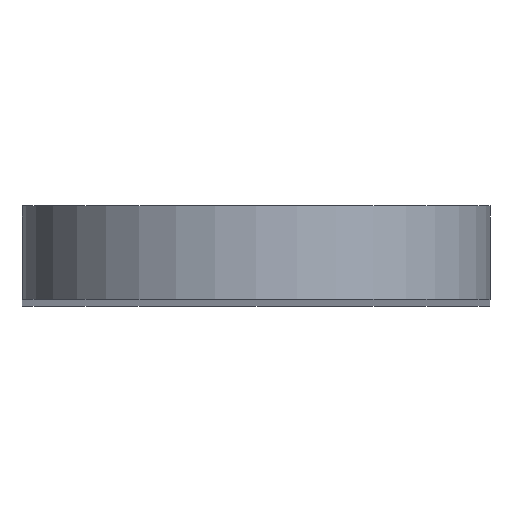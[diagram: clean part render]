
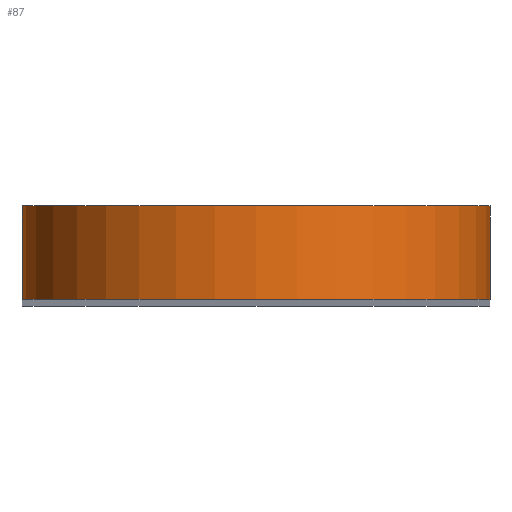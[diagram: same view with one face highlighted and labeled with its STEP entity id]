
A CAD part, top view. The second image highlights one B-rep face of the part: STEP entity #87.
In plain terms, the highlighted cylindrical face has radius 25 mm (diameter 50 mm), a partial arc.
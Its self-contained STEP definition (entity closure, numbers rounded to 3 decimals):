
#4 = VERTEX_POINT ( 'NONE', #106 ) ;
#5 = EDGE_CURVE ( 'NONE', #123, #322, #181, .T. ) ;
#28 = DIRECTION ( 'NONE',  ( 0., 1., 0. ) ) ;
#69 = DIRECTION ( 'NONE',  ( 0., 0., 1. ) ) ;
#70 = AXIS2_PLACEMENT_3D ( 'NONE', #259, #293, #69 ) ;
#74 = LINE ( 'NONE', #232, #151 ) ;
#77 = CIRCLE ( 'NONE', #206, 25. ) ;
#78 = AXIS2_PLACEMENT_3D ( 'NONE', #124, #129, #411 ) ;
#87 = ADVANCED_FACE ( 'NONE', ( #327 ), #329, .T. ) ;
#106 = CARTESIAN_POINT ( 'NONE',  ( 25., 0., 400. ) ) ;
#123 = VERTEX_POINT ( 'NONE', #291 ) ;
#124 = CARTESIAN_POINT ( 'NONE',  ( 0., 10., 400. ) ) ;
#129 = DIRECTION ( 'NONE',  ( 0., -1., 0. ) ) ;
#132 = ORIENTED_EDGE ( 'NONE', *, *, #184, .F. ) ;
#142 = CARTESIAN_POINT ( 'NONE',  ( -25., 0., 400. ) ) ;
#144 = DIRECTION ( 'NONE',  ( 0., -1., 0. ) ) ;
#146 = VECTOR ( 'NONE', #144, 1000. ) ;
#151 = VECTOR ( 'NONE', #309, 1000. ) ;
#158 = ORIENTED_EDGE ( 'NONE', *, *, #5, .F. ) ;
#181 = CIRCLE ( 'NONE', #70, 25. ) ;
#184 = EDGE_CURVE ( 'NONE', #322, #4, #268, .T. ) ;
#195 = ORIENTED_EDGE ( 'NONE', *, *, #312, .T. ) ;
#206 = AXIS2_PLACEMENT_3D ( 'NONE', #342, #28, #493 ) ;
#231 = CARTESIAN_POINT ( 'NONE',  ( 25., 10., 400. ) ) ;
#232 = CARTESIAN_POINT ( 'NONE',  ( -25., 10., 400. ) ) ;
#259 = CARTESIAN_POINT ( 'NONE',  ( 0., 10., 400. ) ) ;
#268 = LINE ( 'NONE', #231, #146 ) ;
#280 = EDGE_LOOP ( 'NONE', ( #398, #132, #158, #195 ) ) ;
#291 = CARTESIAN_POINT ( 'NONE',  ( -25., 10., 400. ) ) ;
#293 = DIRECTION ( 'NONE',  ( 0., 1., 0. ) ) ;
#309 = DIRECTION ( 'NONE',  ( 0., -1., 0. ) ) ;
#312 = EDGE_CURVE ( 'NONE', #123, #478, #74, .T. ) ;
#322 = VERTEX_POINT ( 'NONE', #466 ) ;
#327 = FACE_OUTER_BOUND ( 'NONE', #280, .T. ) ;
#329 = CYLINDRICAL_SURFACE ( 'NONE', #78, 25. ) ;
#342 = CARTESIAN_POINT ( 'NONE',  ( 0., 0., 400. ) ) ;
#398 = ORIENTED_EDGE ( 'NONE', *, *, #470, .T. ) ;
#411 = DIRECTION ( 'NONE',  ( 0., 0., -1. ) ) ;
#466 = CARTESIAN_POINT ( 'NONE',  ( 25., 10., 400. ) ) ;
#470 = EDGE_CURVE ( 'NONE', #478, #4, #77, .T. ) ;
#478 = VERTEX_POINT ( 'NONE', #142 ) ;
#493 = DIRECTION ( 'NONE',  ( 0., 0., 1. ) ) ;
